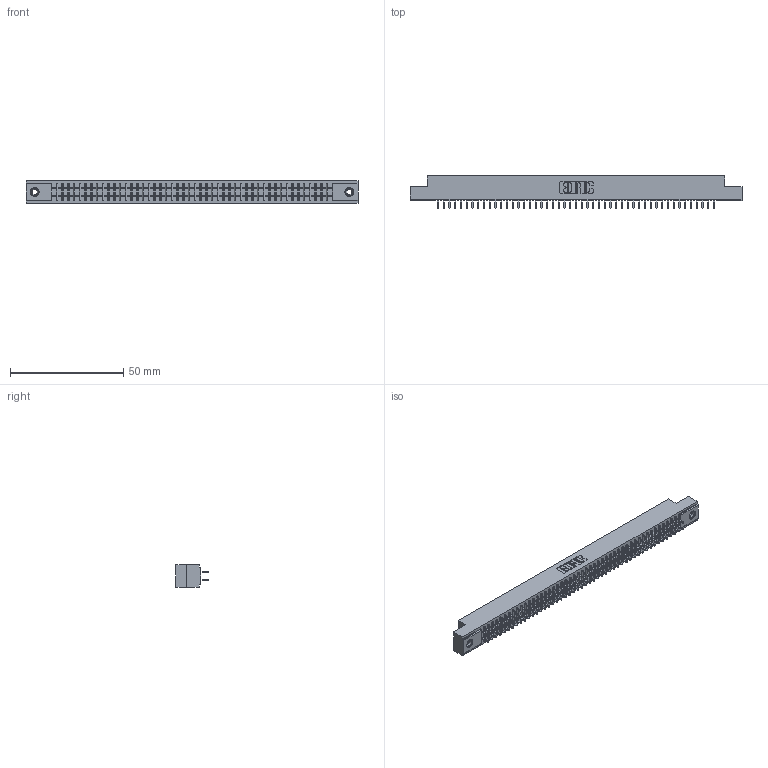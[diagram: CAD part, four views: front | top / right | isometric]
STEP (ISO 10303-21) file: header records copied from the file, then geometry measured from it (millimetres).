
FILE_DESCRIPTION (( 'STEP AP203' ), '1' );
FILE_NAME ('341-098-520-208.STEP', '2018-08-08T02:07:45', ( '' ), ( '' ), 'SwSTEP 2.0', 'SolidWorks 2016', '' );
FILE_SCHEMA (( 'CONFIG_CONTROL_DESIGN' ));
Length unit declared in the file: inch
Products named in the file (4): 341 Part_.156 (3.96) Dia Mounting Holes; 341-292-001_341-292-120; 345-250-001_345-250-003-102; 341-098-520-208
Assembly tree (101 placements, depth 2):
  341-098-520-208
    341 Part_.156 (3.96) Dia Mounting Holes
    341-292-001_341-292-120  x98
    345-250-001_345-250-003-102  x2
Bounding box: 146.69 x 14.27 x 10.16 mm (x, y, z)
Volume: 10835.4 mm3; surface area: 19381.9 mm2
Topology: 101 solids, 101 shells, 6644 faces, 19219 edges, 12442 vertices
Faces by surface type: plane 4020, cylinder 2412, sphere 100, torus 100, cone 12
Entity records: 59553 total; most frequent: CARTESIAN_POINT 9882, ORIENTED_EDGE 9814, DIRECTION 9595, EDGE_CURVE 4907, VECTOR 3969, LINE 3969, VERTEX_POINT 3100, AXIS2_PLACEMENT_3D 2813
